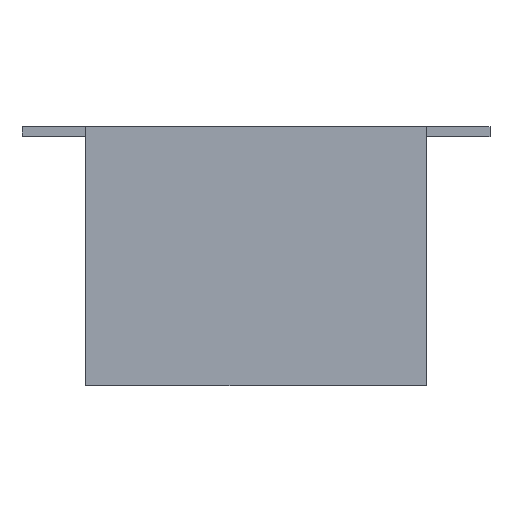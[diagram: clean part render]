
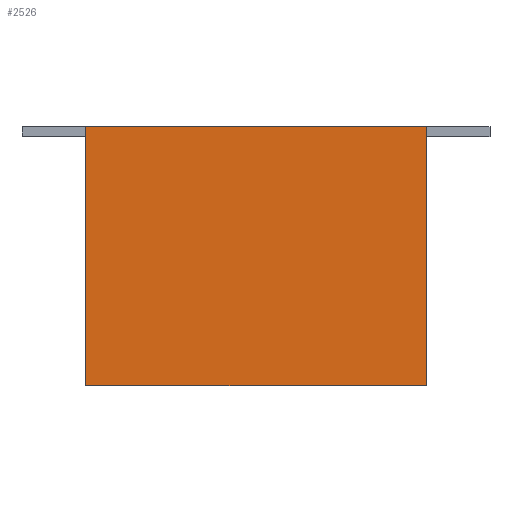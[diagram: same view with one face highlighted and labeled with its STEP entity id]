
A CAD part, left-side view. The second image highlights one B-rep face of the part: STEP entity #2526.
In plain terms, the highlighted planar face has unit normal (1, 0, 0).
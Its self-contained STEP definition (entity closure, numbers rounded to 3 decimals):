
#158 = CARTESIAN_POINT ( 'NONE',  ( -10.17, 0., -4.064 ) ) ;
#160 = EDGE_CURVE ( 'NONE', #2364, #2611, #2374, .T. ) ;
#176 = CARTESIAN_POINT ( 'NONE',  ( -10.17, 0., 0. ) ) ;
#179 = AXIS2_PLACEMENT_3D ( 'NONE', #1694, #900, #2861 ) ;
#386 = EDGE_CURVE ( 'NONE', #1807, #2364, #2877, .T. ) ;
#406 = CARTESIAN_POINT ( 'NONE',  ( -10.17, 3.555, 0. ) ) ;
#702 = CARTESIAN_POINT ( 'NONE',  ( -10.17, 1.778, 0. ) ) ;
#726 = CARTESIAN_POINT ( 'NONE',  ( -10.17, 5.333, 0. ) ) ;
#757 = CARTESIAN_POINT ( 'NONE',  ( -10.17, 5.333, 0. ) ) ;
#900 = DIRECTION ( 'NONE',  ( 1., 0., 0. ) ) ;
#1004 = CARTESIAN_POINT ( 'NONE',  ( -10.17, 0., 0. ) ) ;
#1096 = ORIENTED_EDGE ( 'NONE', *, *, #160, .T. ) ;
#1145 = B_SPLINE_CURVE_WITH_KNOTS ( 'NONE', 3,
 ( #726, #406, #702, #1004 ),
 .UNSPECIFIED., .F., .F.,
 ( 4, 4 ),
 ( 0., 1. ),
 .UNSPECIFIED. ) ;
#1161 = EDGE_CURVE ( 'NONE', #1879, #1807, #3075, .T. ) ;
#1260 = ORIENTED_EDGE ( 'NONE', *, *, #386, .T. ) ;
#1537 = VECTOR ( 'NONE', #3031, 1000. ) ;
#1627 = DIRECTION ( 'NONE',  ( 0., 0., -1. ) ) ;
#1694 = CARTESIAN_POINT ( 'NONE',  ( -10.17, 0., 0. ) ) ;
#1785 = VECTOR ( 'NONE', #3173, 1000. ) ;
#1807 = VERTEX_POINT ( 'NONE', #2270 ) ;
#1879 = VERTEX_POINT ( 'NONE', #176 ) ;
#1891 = ORIENTED_EDGE ( 'NONE', *, *, #1161, .T. ) ;
#1915 = CARTESIAN_POINT ( 'NONE',  ( -10.17, 0., 0. ) ) ;
#2058 = CARTESIAN_POINT ( 'NONE',  ( -10.17, 5.333, 0. ) ) ;
#2220 = EDGE_LOOP ( 'NONE', ( #1096, #2461, #1891, #1260 ) ) ;
#2270 = CARTESIAN_POINT ( 'NONE',  ( -10.17, 0., -4.064 ) ) ;
#2364 = VERTEX_POINT ( 'NONE', #3144 ) ;
#2374 = LINE ( 'NONE', #757, #1537 ) ;
#2461 = ORIENTED_EDGE ( 'NONE', *, *, #2592, .T. ) ;
#2495 = VECTOR ( 'NONE', #1627, 1000. ) ;
#2497 = FACE_OUTER_BOUND ( 'NONE', #2220, .T. ) ;
#2526 = ADVANCED_FACE ( 'NONE', ( #2497 ), #2830, .T. ) ;
#2592 = EDGE_CURVE ( 'NONE', #2611, #1879, #1145, .T. ) ;
#2611 = VERTEX_POINT ( 'NONE', #2058 ) ;
#2830 = PLANE ( 'NONE',  #179 ) ;
#2861 = DIRECTION ( 'NONE',  ( 0., 0., -1. ) ) ;
#2877 = LINE ( 'NONE', #158, #1785 ) ;
#3031 = DIRECTION ( 'NONE',  ( 0., 0., 1. ) ) ;
#3075 = LINE ( 'NONE', #1915, #2495 ) ;
#3144 = CARTESIAN_POINT ( 'NONE',  ( -10.17, 5.333, -4.064 ) ) ;
#3173 = DIRECTION ( 'NONE',  ( 0., 1., 0. ) ) ;
